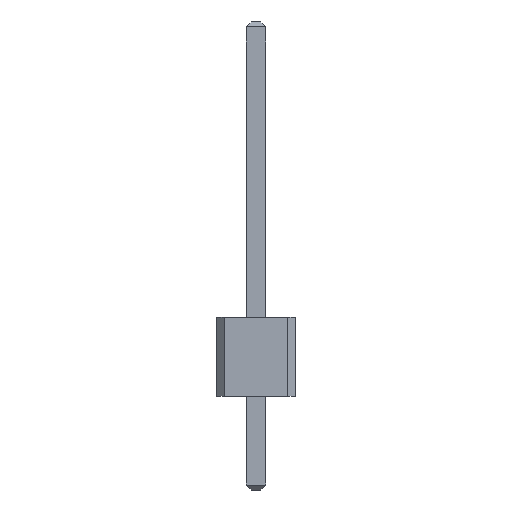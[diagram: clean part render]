
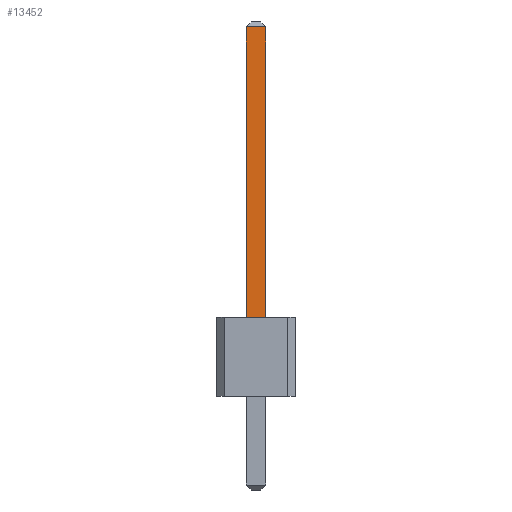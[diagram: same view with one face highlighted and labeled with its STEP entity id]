
A CAD part, front view. The second image highlights one B-rep face of the part: STEP entity #13452.
In plain terms, the highlighted planar face has unit normal (0, -1, 0).
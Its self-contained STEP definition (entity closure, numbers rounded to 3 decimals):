
#1006=FACE_OUTER_BOUND('',#1816,.T.);
#1816=EDGE_LOOP('',(#11929,#11930,#11931,#11932));
#2913=LINE('',#19748,#4717);
#3613=LINE('',#21167,#5417);
#3614=LINE('',#21169,#5418);
#3615=LINE('',#21170,#5419);
#4717=VECTOR('',#16111,1.);
#5417=VECTOR('',#17493,1.);
#5418=VECTOR('',#17494,1.);
#5419=VECTOR('',#17495,10.);
#6166=VERTEX_POINT('',#19745);
#6167=VERTEX_POINT('',#19747);
#6545=VERTEX_POINT('',#21166);
#6546=VERTEX_POINT('',#21168);
#7641=EDGE_CURVE('',#6166,#6167,#2913,.T.);
#8341=EDGE_CURVE('',#6166,#6545,#3613,.T.);
#8342=EDGE_CURVE('',#6546,#6545,#3614,.T.);
#8343=EDGE_CURVE('',#6546,#6167,#3615,.T.);
#11929=ORIENTED_EDGE('',*,*,#8341,.T.);
#11930=ORIENTED_EDGE('',*,*,#8342,.F.);
#11931=ORIENTED_EDGE('',*,*,#8343,.T.);
#11932=ORIENTED_EDGE('',*,*,#7641,.F.);
#12704=PLANE('',#14214);
#13452=ADVANCED_FACE('',(#1006),#12704,.F.);
#14214=AXIS2_PLACEMENT_3D('',#21165,#17491,#17492);
#16111=DIRECTION('',(-1.,0.,0.));
#17491=DIRECTION('center_axis',(0.,1.,0.));
#17492=DIRECTION('ref_axis',(0.,0.,1.));
#17493=DIRECTION('',(0.,0.,1.));
#17494=DIRECTION('',(1.,0.,0.));
#17495=DIRECTION('',(0.,0.,-1.));
#19745=CARTESIAN_POINT('',(0.32,-43.5,2.54));
#19747=CARTESIAN_POINT('',(-0.32,-43.5,2.54));
#19748=CARTESIAN_POINT('',(-0.16,-43.5,2.54));
#21165=CARTESIAN_POINT('Origin',(-0.32,-43.5,0.46));
#21166=CARTESIAN_POINT('',(0.32,-43.5,11.84));
#21167=CARTESIAN_POINT('',(0.32,-43.5,0.46));
#21168=CARTESIAN_POINT('',(-0.32,-43.5,11.84));
#21169=CARTESIAN_POINT('',(-0.32,-43.5,11.84));
#21170=CARTESIAN_POINT('',(-0.32,-43.5,6.));
